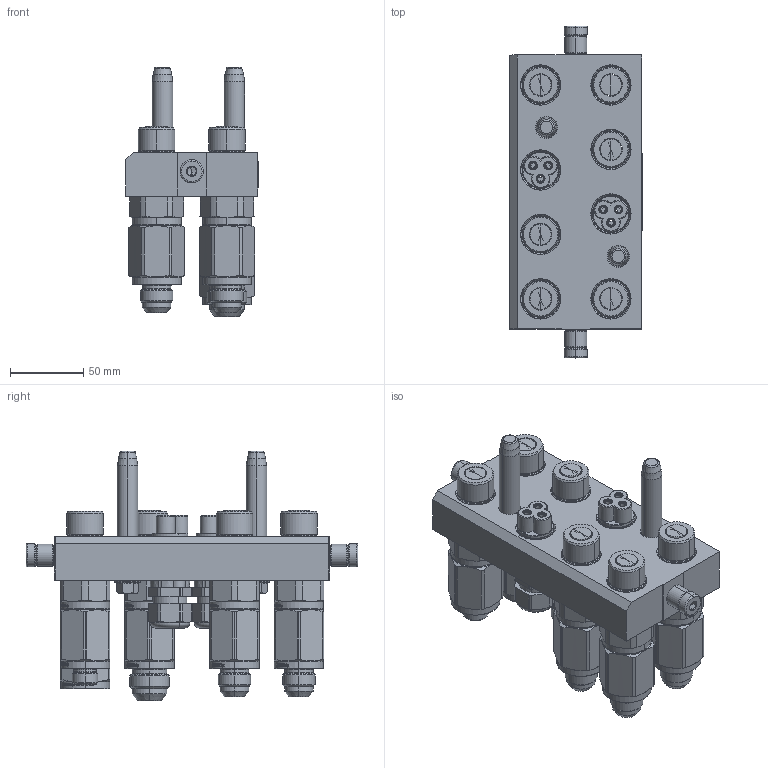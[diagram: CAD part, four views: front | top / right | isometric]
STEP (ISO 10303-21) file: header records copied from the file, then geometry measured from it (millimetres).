
FILE_DESCRIPTION (( 'STEP AP214' ), '1' );
FILE_NAME ('FASTER.step', '2025-04-01T21:37:04', ( '' ), ( '' ), 'SwSTEP 2.0', 'SolidWorks 2017', '' );
FILE_SCHEMA (( 'AUTOMOTIVE_DESIGN' ));
Length unit declared in the file: millimetre
Products named in the file (19): 4830_028_1000_011; P808_M_BASE; 4830_013_3000_030; et002; 1540_080_0008_000; FASTER; conn_3p_m; 3ffnp12-12s_m; 3ffnp1213_34sm; 4830_044_0000_000; 4850_010_0000_020; corpospel08-3m; 3ffnp1213_58sm; 4830_021_1000_000; 3ffnp1211_38sm
Assembly tree (27 placements, depth 3):
  FASTER
    P808_M_BASE
      4850_010_0000_020
      4830_021_1000_000  x2
      1540_080_0008_000  x2
      4830_013_3000_030  x2
      4830_028_1000_011  x2
    3ffnp1211_38sm
      3ffnp1211_38sm
    conn_3p_m  x2
      4830_044_0000_000
      corpospel08-3m
    3ffnp1213_58sm  x3
      3ffnp1213_58sm
    3ffnp12-12s_m
      3ffnp12-12s_m
    3ffnp1213_34sm
      3ffnp1213_34sm
    et002
Bounding box: 90.3 x 226.6 x 170.3 mm (x, y, z)
Volume: 2473.8 mm3; surface area: 216607.5 mm2
Topology: 3 solids, 92 shells, 3443 faces, 10298 edges, 6822 vertices
Faces by surface type: plane 1811, cylinder 719, cone 534, torus 196, bspline 171, sphere 12
Entity records: 107124 total; most frequent: CARTESIAN_POINT 28870, ORIENTED_EDGE 13429, DIRECTION 12443, EDGE_CURVE 7403, VERTEX_POINT 4921, LINE 4503, VECTOR 4503, AXIS2_PLACEMENT_3D 3970
